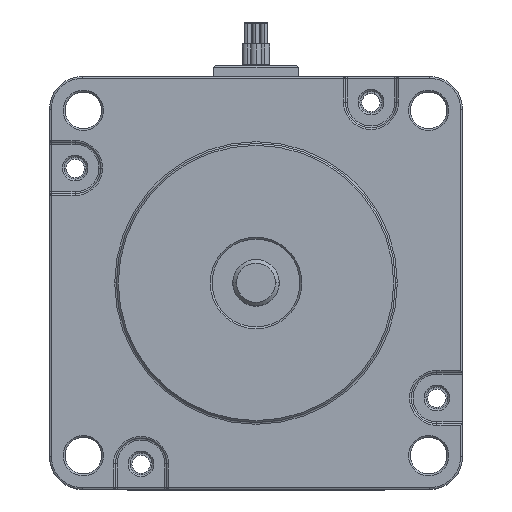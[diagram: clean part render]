
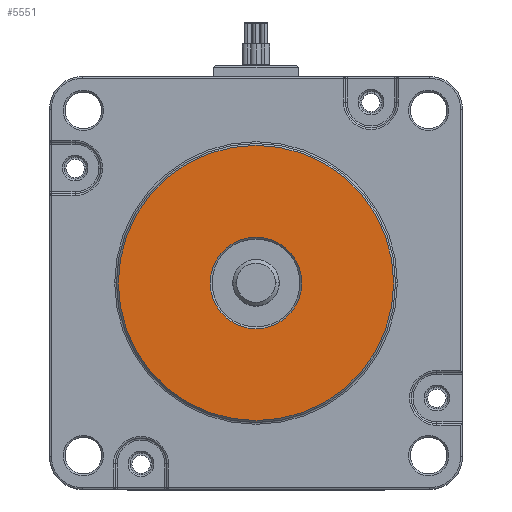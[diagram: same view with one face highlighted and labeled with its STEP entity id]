
A CAD part, top view. The second image highlights one B-rep face of the part: STEP entity #5551.
In plain terms, the highlighted planar face has unit normal (0, 0, 1).
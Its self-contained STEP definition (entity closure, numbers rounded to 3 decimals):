
#40 = DIRECTION ( 'NONE',  ( 1., 0., 0. ) ) ;
#770 = CARTESIAN_POINT ( 'NONE',  ( -18.8, 0., 1.6 ) ) ;
#1111 = AXIS2_PLACEMENT_3D ( 'NONE', #5254, #14009, #6528 ) ;
#2221 = CARTESIAN_POINT ( 'NONE',  ( 6.25, 0., 1.6 ) ) ;
#2316 = VERTEX_POINT ( 'NONE', #2221 ) ;
#2789 = CIRCLE ( 'NONE', #9537, 6.25 ) ;
#2901 = PLANE ( 'NONE',  #11436 ) ;
#3589 = AXIS2_PLACEMENT_3D ( 'NONE', #12204, #4710, #13464 ) ;
#3989 = EDGE_CURVE ( 'NONE', #9789, #7325, #11780, .T. ) ;
#4141 = EDGE_CURVE ( 'NONE', #7325, #9789, #8817, .T. ) ;
#4710 = DIRECTION ( 'NONE',  ( 0., 0., -1. ) ) ;
#5254 = CARTESIAN_POINT ( 'NONE',  ( 0., 0., 1.6 ) ) ;
#5478 = ORIENTED_EDGE ( 'NONE', *, *, #4141, .T. ) ;
#5523 = CARTESIAN_POINT ( 'NONE',  ( 0., 0., 1.6 ) ) ;
#5551 = ADVANCED_FACE ( 'NONE', ( #11033, #7707 ), #2901, .T. ) ;
#5638 = DIRECTION ( 'NONE',  ( 0., 0., -1. ) ) ;
#6430 = CARTESIAN_POINT ( 'NONE',  ( -6.25, 0., 1.6 ) ) ;
#6528 = DIRECTION ( 'NONE',  ( 1., 0., 0. ) ) ;
#6782 = DIRECTION ( 'NONE',  ( 1., 0., 0. ) ) ;
#7325 = VERTEX_POINT ( 'NONE', #770 ) ;
#7553 = DIRECTION ( 'NONE',  ( 0., 0., 1. ) ) ;
#7606 = EDGE_LOOP ( 'NONE', ( #5478, #8272 ) ) ;
#7684 = CARTESIAN_POINT ( 'NONE',  ( 18.8, 0., 1.6 ) ) ;
#7707 = FACE_BOUND ( 'NONE', #9539, .T. ) ;
#7786 = ORIENTED_EDGE ( 'NONE', *, *, #11859, .T. ) ;
#8272 = ORIENTED_EDGE ( 'NONE', *, *, #3989, .T. ) ;
#8817 = CIRCLE ( 'NONE', #1111, 18.8 ) ;
#9537 = AXIS2_PLACEMENT_3D ( 'NONE', #13131, #5638, #14413 ) ;
#9539 = EDGE_LOOP ( 'NONE', ( #7786, #15358 ) ) ;
#9789 = VERTEX_POINT ( 'NONE', #7684 ) ;
#10500 = CIRCLE ( 'NONE', #3589, 6.25 ) ;
#11033 = FACE_OUTER_BOUND ( 'NONE', #7606, .T. ) ;
#11436 = AXIS2_PLACEMENT_3D ( 'NONE', #5523, #14298, #6782 ) ;
#11780 = CIRCLE ( 'NONE', #11808, 18.8 ) ;
#11808 = AXIS2_PLACEMENT_3D ( 'NONE', #15088, #7553, #40 ) ;
#11859 = EDGE_CURVE ( 'NONE', #2316, #12962, #2789, .T. ) ;
#12204 = CARTESIAN_POINT ( 'NONE',  ( 0., 0., 1.6 ) ) ;
#12962 = VERTEX_POINT ( 'NONE', #6430 ) ;
#13131 = CARTESIAN_POINT ( 'NONE',  ( 0., 0., 1.6 ) ) ;
#13464 = DIRECTION ( 'NONE',  ( 1., 0., 0. ) ) ;
#14009 = DIRECTION ( 'NONE',  ( 0., 0., 1. ) ) ;
#14298 = DIRECTION ( 'NONE',  ( 0., 0., 1. ) ) ;
#14413 = DIRECTION ( 'NONE',  ( 1., 0., 0. ) ) ;
#15088 = CARTESIAN_POINT ( 'NONE',  ( 0., 0., 1.6 ) ) ;
#15358 = ORIENTED_EDGE ( 'NONE', *, *, #15766, .T. ) ;
#15766 = EDGE_CURVE ( 'NONE', #12962, #2316, #10500, .T. ) ;
